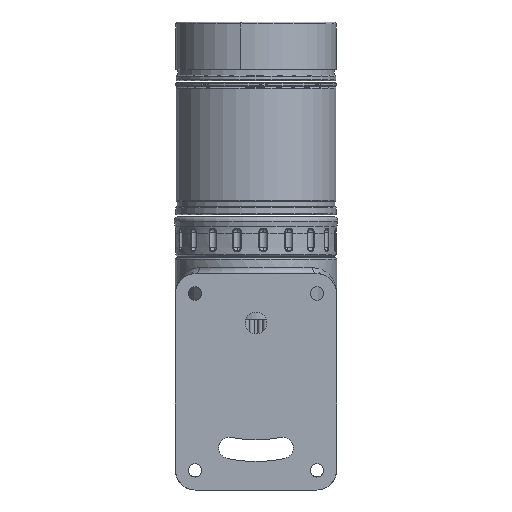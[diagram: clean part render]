
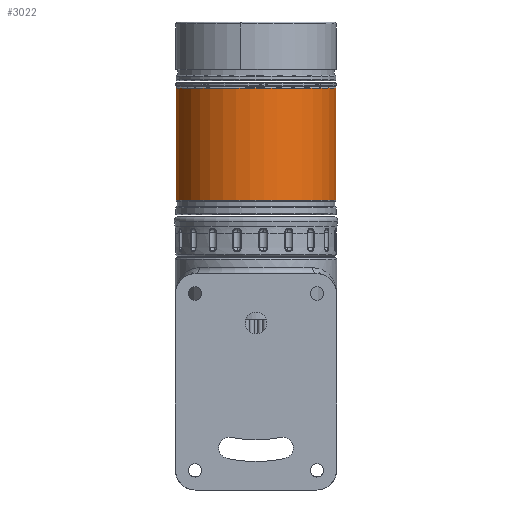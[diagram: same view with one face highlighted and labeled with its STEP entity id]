
A CAD part, front view. The second image highlights one B-rep face of the part: STEP entity #3022.
In plain terms, the highlighted cylindrical face has radius 40.8 mm (diameter 81.6 mm), a partial arc.
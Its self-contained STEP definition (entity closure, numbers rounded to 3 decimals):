
#769 = CARTESIAN_POINT ( 'NONE',  ( -40.618, -3.849, 15.1 ) ) ;
#1086 = CARTESIAN_POINT ( 'NONE',  ( 0., 0., -16.39 ) ) ;
#1371 = DIRECTION ( 'NONE',  ( -0.996, -0.094, 0. ) ) ;
#1635 = CARTESIAN_POINT ( 'NONE',  ( 40.618, 3.849, -16.39 ) ) ;
#3022 = ADVANCED_FACE ( 'NONE', ( #36421 ), #22737, .T. ) ;
#5572 = EDGE_CURVE ( 'NONE', #39650, #23416, #42009, .T. ) ;
#5789 = CARTESIAN_POINT ( 'NONE',  ( 0., 0., 15.1 ) ) ;
#6596 = LINE ( 'NONE', #1635, #51554 ) ;
#7495 = AXIS2_PLACEMENT_3D ( 'NONE', #5789, #19281, #55421 ) ;
#10461 = ORIENTED_EDGE ( 'NONE', *, *, #30209, .T. ) ;
#11317 = ORIENTED_EDGE ( 'NONE', *, *, #47776, .F. ) ;
#15668 = DIRECTION ( 'NONE',  ( 0., 0., -1. ) ) ;
#19049 = DIRECTION ( 'NONE',  ( 0.996, 0.094, 0. ) ) ;
#19167 = LINE ( 'NONE', #40186, #54468 ) ;
#19281 = DIRECTION ( 'NONE',  ( 0., 0., 1. ) ) ;
#22737 = CYLINDRICAL_SURFACE ( 'NONE', #43594, 40.8 ) ;
#23116 = CARTESIAN_POINT ( 'NONE',  ( 0., 0., 72.1 ) ) ;
#23391 = DIRECTION ( 'NONE',  ( 0., 0., -1. ) ) ;
#23416 = VERTEX_POINT ( 'NONE', #43718 ) ;
#30209 = EDGE_CURVE ( 'NONE', #39742, #36796, #40242, .T. ) ;
#30932 = AXIS2_PLACEMENT_3D ( 'NONE', #23116, #23391, #19049 ) ;
#31707 = CARTESIAN_POINT ( 'NONE',  ( -40.618, -3.849, 72.1 ) ) ;
#34224 = ORIENTED_EDGE ( 'NONE', *, *, #5572, .T. ) ;
#34919 = EDGE_LOOP ( 'NONE', ( #11317, #10461, #35978, #34224 ) ) ;
#35414 = EDGE_CURVE ( 'NONE', #36796, #39650, #19167, .T. ) ;
#35978 = ORIENTED_EDGE ( 'NONE', *, *, #35414, .T. ) ;
#36421 = FACE_OUTER_BOUND ( 'NONE', #34919, .T. ) ;
#36796 = VERTEX_POINT ( 'NONE', #31707 ) ;
#39650 = VERTEX_POINT ( 'NONE', #769 ) ;
#39742 = VERTEX_POINT ( 'NONE', #49250 ) ;
#40186 = CARTESIAN_POINT ( 'NONE',  ( -40.618, -3.849, -16.39 ) ) ;
#40242 = CIRCLE ( 'NONE', #30932, 40.8 ) ;
#41122 = DIRECTION ( 'NONE',  ( 0., 0., -1. ) ) ;
#42009 = CIRCLE ( 'NONE', #7495, 40.8 ) ;
#43594 = AXIS2_PLACEMENT_3D ( 'NONE', #1086, #41122, #1371 ) ;
#43718 = CARTESIAN_POINT ( 'NONE',  ( 40.618, 3.849, 15.1 ) ) ;
#47776 = EDGE_CURVE ( 'NONE', #39742, #23416, #6596, .T. ) ;
#49250 = CARTESIAN_POINT ( 'NONE',  ( 40.618, 3.849, 72.1 ) ) ;
#49798 = DIRECTION ( 'NONE',  ( 0., 0., -1. ) ) ;
#51554 = VECTOR ( 'NONE', #15668, 1000. ) ;
#54468 = VECTOR ( 'NONE', #49798, 1000. ) ;
#55421 = DIRECTION ( 'NONE',  ( -0.996, -0.094, 0. ) ) ;
